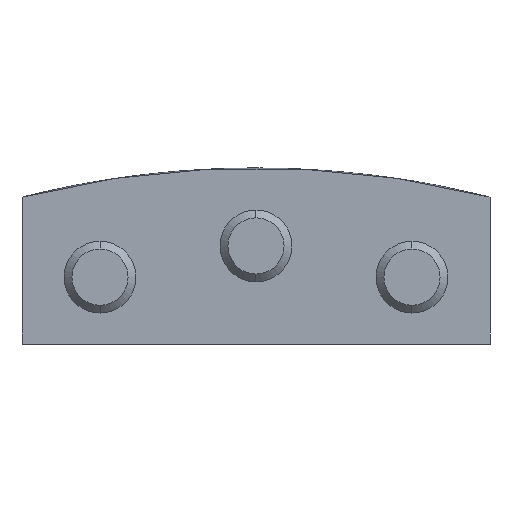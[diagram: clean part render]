
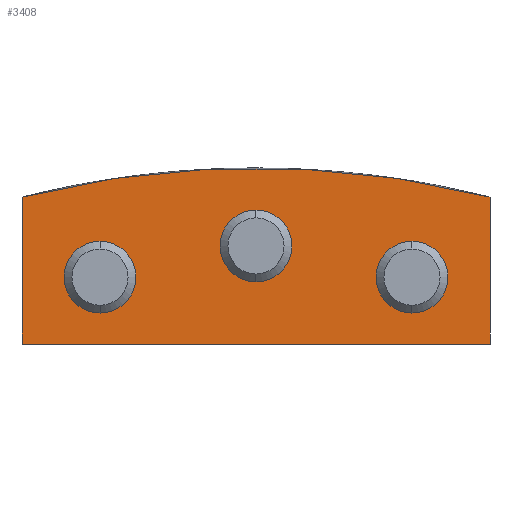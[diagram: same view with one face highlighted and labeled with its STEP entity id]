
A CAD part, front view. The second image highlights one B-rep face of the part: STEP entity #3408.
In plain terms, the highlighted planar face has unit normal (0, -1, 0).
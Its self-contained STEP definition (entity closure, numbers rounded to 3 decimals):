
#56 = CARTESIAN_POINT ( 'NONE',  ( -10., 5., 51.7 ) ) ;
#60 = CARTESIAN_POINT ( 'NONE',  ( 15., 5., 49.71 ) ) ;
#187 = FACE_BOUND ( 'NONE', #910, .T. ) ;
#253 = DIRECTION ( 'NONE',  ( 0., 0., 1. ) ) ;
#274 = EDGE_CURVE ( 'NONE', #1539, #2521, #1656, .T. ) ;
#276 = VERTEX_POINT ( 'NONE', #56 ) ;
#279 = CARTESIAN_POINT ( 'NONE',  ( 0., 5., 0. ) ) ;
#314 = CARTESIAN_POINT ( 'NONE',  ( 0., 5., 58.3 ) ) ;
#369 = EDGE_CURVE ( 'NONE', #1539, #1636, #1677, .T. ) ;
#527 = DIRECTION ( 'NONE',  ( 0., 0., 1. ) ) ;
#548 = DIRECTION ( 'NONE',  ( 0., 0., 1. ) ) ;
#572 = EDGE_LOOP ( 'NONE', ( #1943, #867, #3474, #1768 ) ) ;
#643 = CARTESIAN_POINT ( 'NONE',  ( -15., 5., 59.127 ) ) ;
#656 = EDGE_CURVE ( 'NONE', #2325, #1470, #3407, .T. ) ;
#660 = DIRECTION ( 'NONE',  ( 0., 0., 1. ) ) ;
#721 = DIRECTION ( 'NONE',  ( 0., -1., 0. ) ) ;
#832 = DIRECTION ( 'NONE',  ( 0., -1., 0. ) ) ;
#865 = CARTESIAN_POINT ( 'NONE',  ( -10., 5., 54. ) ) ;
#867 = ORIENTED_EDGE ( 'NONE', *, *, #274, .T. ) ;
#886 = DIRECTION ( 'NONE',  ( 0., -1., 0. ) ) ;
#888 = ORIENTED_EDGE ( 'NONE', *, *, #3868, .F. ) ;
#910 = EDGE_LOOP ( 'NONE', ( #1858, #3811 ) ) ;
#920 = DIRECTION ( 'NONE',  ( 0., 0., 1. ) ) ;
#969 = CIRCLE ( 'NONE', #3070, 2.3 ) ;
#970 = ORIENTED_EDGE ( 'NONE', *, *, #3378, .F. ) ;
#972 = AXIS2_PLACEMENT_3D ( 'NONE', #2571, #999, #660 ) ;
#999 = DIRECTION ( 'NONE',  ( 0., -1., 0. ) ) ;
#1115 = PLANE ( 'NONE',  #2253 ) ;
#1168 = LINE ( 'NONE', #3148, #3541 ) ;
#1190 = DIRECTION ( 'NONE',  ( 0., 0., 1. ) ) ;
#1231 = DIRECTION ( 'NONE',  ( 0., 0., 1. ) ) ;
#1240 = AXIS2_PLACEMENT_3D ( 'NONE', #1814, #886, #548 ) ;
#1248 = DIRECTION ( 'NONE',  ( 0., 1., 0. ) ) ;
#1251 = CARTESIAN_POINT ( 'NONE',  ( 10., 5., 56.3 ) ) ;
#1301 = EDGE_LOOP ( 'NONE', ( #888, #4188 ) ) ;
#1337 = EDGE_CURVE ( 'NONE', #1636, #2222, #3670, .T. ) ;
#1357 = CARTESIAN_POINT ( 'NONE',  ( -15., 5., -61. ) ) ;
#1359 = AXIS2_PLACEMENT_3D ( 'NONE', #3780, #832, #1190 ) ;
#1392 = DIRECTION ( 'NONE',  ( 0., 0., 1. ) ) ;
#1470 = VERTEX_POINT ( 'NONE', #3381 ) ;
#1539 = VERTEX_POINT ( 'NONE', #3334 ) ;
#1636 = VERTEX_POINT ( 'NONE', #643 ) ;
#1642 = CARTESIAN_POINT ( 'NONE',  ( -10., 5., 56.3 ) ) ;
#1656 = LINE ( 'NONE', #3615, #2040 ) ;
#1677 = LINE ( 'NONE', #1357, #2458 ) ;
#1768 = ORIENTED_EDGE ( 'NONE', *, *, #1337, .F. ) ;
#1814 = CARTESIAN_POINT ( 'NONE',  ( 10., 5., 54. ) ) ;
#1858 = ORIENTED_EDGE ( 'NONE', *, *, #4103, .F. ) ;
#1931 = EDGE_LOOP ( 'NONE', ( #2666, #970 ) ) ;
#1943 = ORIENTED_EDGE ( 'NONE', *, *, #369, .F. ) ;
#1981 = DIRECTION ( 'NONE',  ( 1., 0., 0. ) ) ;
#1993 = EDGE_CURVE ( 'NONE', #2521, #2222, #1168, .T. ) ;
#2040 = VECTOR ( 'NONE', #1981, 1000. ) ;
#2110 = FACE_BOUND ( 'NONE', #1931, .T. ) ;
#2131 = EDGE_CURVE ( 'NONE', #3537, #2899, #2993, .T. ) ;
#2157 = DIRECTION ( 'NONE',  ( 0., -1., 0. ) ) ;
#2167 = CARTESIAN_POINT ( 'NONE',  ( 15., 5., 59.127 ) ) ;
#2222 = VERTEX_POINT ( 'NONE', #2167 ) ;
#2253 = AXIS2_PLACEMENT_3D ( 'NONE', #2455, #2816, #253 ) ;
#2317 = VERTEX_POINT ( 'NONE', #1642 ) ;
#2325 = VERTEX_POINT ( 'NONE', #1251 ) ;
#2348 = CARTESIAN_POINT ( 'NONE',  ( 0., 5., 53.7 ) ) ;
#2455 = CARTESIAN_POINT ( 'NONE',  ( -61., 5., -61. ) ) ;
#2458 = VECTOR ( 'NONE', #2943, 1000. ) ;
#2521 = VERTEX_POINT ( 'NONE', #60 ) ;
#2530 = CIRCLE ( 'NONE', #1240, 2.3 ) ;
#2531 = CARTESIAN_POINT ( 'NONE',  ( 0., 5., 56. ) ) ;
#2571 = CARTESIAN_POINT ( 'NONE',  ( -10., 5., 54. ) ) ;
#2666 = ORIENTED_EDGE ( 'NONE', *, *, #656, .F. ) ;
#2793 = FACE_OUTER_BOUND ( 'NONE', #572, .T. ) ;
#2794 = AXIS2_PLACEMENT_3D ( 'NONE', #3014, #721, #1392 ) ;
#2816 = DIRECTION ( 'NONE',  ( 0., 1., 0. ) ) ;
#2899 = VERTEX_POINT ( 'NONE', #314 ) ;
#2936 = AXIS2_PLACEMENT_3D ( 'NONE', #2531, #3822, #920 ) ;
#2943 = DIRECTION ( 'NONE',  ( 0., 0., 1. ) ) ;
#2993 = CIRCLE ( 'NONE', #1359, 2.3 ) ;
#3014 = CARTESIAN_POINT ( 'NONE',  ( 10., 5., 54. ) ) ;
#3070 = AXIS2_PLACEMENT_3D ( 'NONE', #865, #2157, #527 ) ;
#3097 = EDGE_CURVE ( 'NONE', #276, #2317, #969, .T. ) ;
#3148 = CARTESIAN_POINT ( 'NONE',  ( 15., 5., -61. ) ) ;
#3334 = CARTESIAN_POINT ( 'NONE',  ( -15., 5., 49.71 ) ) ;
#3378 = EDGE_CURVE ( 'NONE', #1470, #2325, #2530, .T. ) ;
#3381 = CARTESIAN_POINT ( 'NONE',  ( 10., 5., 51.7 ) ) ;
#3407 = CIRCLE ( 'NONE', #2794, 2.3 ) ;
#3408 = ADVANCED_FACE ( 'NONE', ( #2110, #187, #3473, #2793 ), #1115, .F. ) ;
#3473 = FACE_BOUND ( 'NONE', #1301, .T. ) ;
#3474 = ORIENTED_EDGE ( 'NONE', *, *, #1993, .T. ) ;
#3537 = VERTEX_POINT ( 'NONE', #2348 ) ;
#3541 = VECTOR ( 'NONE', #1231, 1000. ) ;
#3546 = CIRCLE ( 'NONE', #972, 2.3 ) ;
#3600 = AXIS2_PLACEMENT_3D ( 'NONE', #279, #1248, #3837 ) ;
#3609 = CIRCLE ( 'NONE', #2936, 2.3 ) ;
#3615 = CARTESIAN_POINT ( 'NONE',  ( -15., 5., 49.71 ) ) ;
#3670 = CIRCLE ( 'NONE', #3600, 61. ) ;
#3780 = CARTESIAN_POINT ( 'NONE',  ( 0., 5., 56. ) ) ;
#3811 = ORIENTED_EDGE ( 'NONE', *, *, #3097, .F. ) ;
#3822 = DIRECTION ( 'NONE',  ( 0., -1., 0. ) ) ;
#3837 = DIRECTION ( 'NONE',  ( 0., 0., 1. ) ) ;
#3868 = EDGE_CURVE ( 'NONE', #2899, #3537, #3609, .T. ) ;
#4103 = EDGE_CURVE ( 'NONE', #2317, #276, #3546, .T. ) ;
#4188 = ORIENTED_EDGE ( 'NONE', *, *, #2131, .F. ) ;
